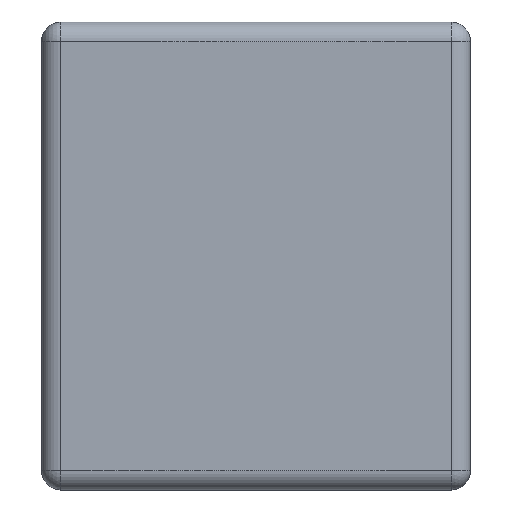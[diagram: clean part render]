
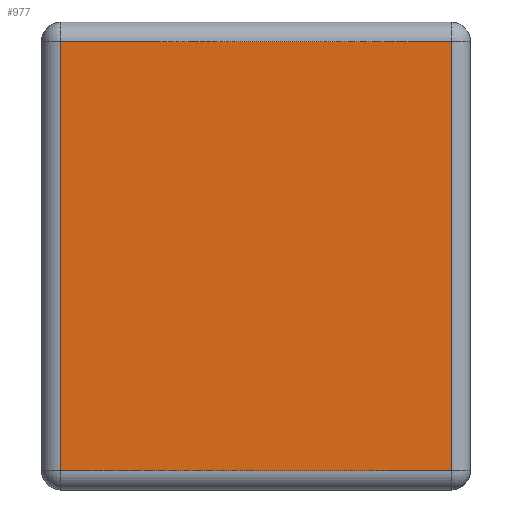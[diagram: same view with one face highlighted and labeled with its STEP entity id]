
A CAD part, left-side view. The second image highlights one B-rep face of the part: STEP entity #977.
In plain terms, the highlighted planar face has unit normal (-1, 0, 0).
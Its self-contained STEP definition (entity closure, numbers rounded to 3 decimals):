
#31 = DIRECTION ( 'NONE',  ( 0., 0., -1. ) ) ;
#33 = EDGE_CURVE ( 'NONE', #157, #1121, #386, .T. ) ;
#59 = CARTESIAN_POINT ( 'NONE',  ( -1., 1.05, 0.55 ) ) ;
#98 = LINE ( 'NONE', #495, #480 ) ;
#118 = VECTOR ( 'NONE', #139, 1000. ) ;
#139 = DIRECTION ( 'NONE',  ( 0., 1., 0. ) ) ;
#157 = VERTEX_POINT ( 'NONE', #636 ) ;
#160 = EDGE_CURVE ( 'NONE', #1121, #1117, #1035, .T. ) ;
#193 = DIRECTION ( 'NONE',  ( 0., -1., 0. ) ) ;
#208 = ORIENTED_EDGE ( 'NONE', *, *, #33, .T. ) ;
#257 = CARTESIAN_POINT ( 'NONE',  ( -1., 1.05, -0.55 ) ) ;
#263 = VERTEX_POINT ( 'NONE', #257 ) ;
#314 = EDGE_CURVE ( 'NONE', #1117, #263, #934, .T. ) ;
#323 = DIRECTION ( 'NONE',  ( 1., 0., 0. ) ) ;
#386 = LINE ( 'NONE', #785, #1150 ) ;
#402 = DIRECTION ( 'NONE',  ( 0., 0., -1. ) ) ;
#480 = VECTOR ( 'NONE', #193, 1000. ) ;
#495 = CARTESIAN_POINT ( 'NONE',  ( -1., 1.1, -0.55 ) ) ;
#529 = EDGE_CURVE ( 'NONE', #263, #157, #98, .T. ) ;
#549 = CARTESIAN_POINT ( 'NONE',  ( -1., 0.05, 0.55 ) ) ;
#635 = CARTESIAN_POINT ( 'NONE',  ( -1., 1.1, -0.6 ) ) ;
#636 = CARTESIAN_POINT ( 'NONE',  ( -1., 0.05, -0.55 ) ) ;
#785 = CARTESIAN_POINT ( 'NONE',  ( -1., 0.05, -0.6 ) ) ;
#792 = AXIS2_PLACEMENT_3D ( 'NONE', #635, #323, #402 ) ;
#882 = ORIENTED_EDGE ( 'NONE', *, *, #529, .T. ) ;
#916 = ORIENTED_EDGE ( 'NONE', *, *, #160, .T. ) ;
#925 = CARTESIAN_POINT ( 'NONE',  ( -1., 1.05, -0.6 ) ) ;
#934 = LINE ( 'NONE', #925, #1256 ) ;
#977 = ADVANCED_FACE ( 'NONE', ( #1090 ), #994, .F. ) ;
#994 = PLANE ( 'NONE',  #792 ) ;
#1027 = CARTESIAN_POINT ( 'NONE',  ( -1., 1.1, 0.55 ) ) ;
#1035 = LINE ( 'NONE', #1027, #118 ) ;
#1044 = EDGE_LOOP ( 'NONE', ( #1116, #882, #208, #916 ) ) ;
#1090 = FACE_OUTER_BOUND ( 'NONE', #1044, .T. ) ;
#1116 = ORIENTED_EDGE ( 'NONE', *, *, #314, .T. ) ;
#1117 = VERTEX_POINT ( 'NONE', #59 ) ;
#1121 = VERTEX_POINT ( 'NONE', #549 ) ;
#1150 = VECTOR ( 'NONE', #1165, 1000. ) ;
#1165 = DIRECTION ( 'NONE',  ( 0., 0., 1. ) ) ;
#1256 = VECTOR ( 'NONE', #31, 1000. ) ;
